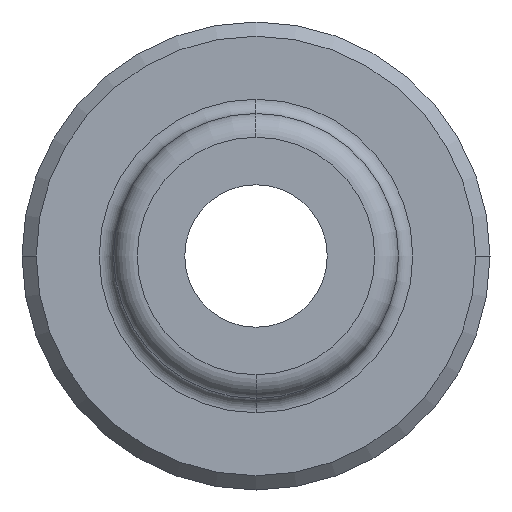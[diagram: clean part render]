
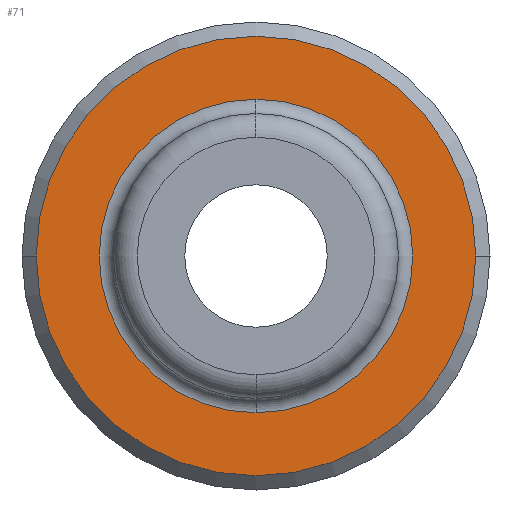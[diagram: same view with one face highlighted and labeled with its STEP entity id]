
A CAD part, front view. The second image highlights one B-rep face of the part: STEP entity #71.
In plain terms, the highlighted planar face has unit normal (0, -1, 0).
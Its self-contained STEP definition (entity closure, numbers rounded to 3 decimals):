
#71=ADVANCED_FACE('',(#139,#140),#141,.T.);
#139=FACE_OUTER_BOUND('',#228,.T.);
#140=FACE_BOUND('',#229,.T.);
#141=PLANE('',#230);
#228=EDGE_LOOP('',(#457,#458));
#229=EDGE_LOOP('',(#459,#460,#461));
#230=AXIS2_PLACEMENT_3D('',#462,#463,#464);
#457=ORIENTED_EDGE('',*,*,#604,.F.);
#458=ORIENTED_EDGE('',*,*,#647,.F.);
#459=ORIENTED_EDGE('',*,*,#645,.T.);
#460=ORIENTED_EDGE('',*,*,#610,.T.);
#461=ORIENTED_EDGE('',*,*,#646,.T.);
#462=CARTESIAN_POINT('',(3.966,-15.983,0.0));
#463=DIRECTION('',(-0.0,-1.0,-0.0));
#464=DIRECTION('',(-1.0,0.0,0.0));
#604=EDGE_CURVE('',#722,#724,#725,.T.);
#610=EDGE_CURVE('',#728,#734,#736,.T.);
#645=EDGE_CURVE('',#792,#728,#793,.T.);
#646=EDGE_CURVE('',#734,#792,#794,.T.);
#647=EDGE_CURVE('',#724,#722,#795,.T.);
#722=VERTEX_POINT('',#888);
#724=VERTEX_POINT('',#891);
#725=CIRCLE('',#892,4.629);
#728=VERTEX_POINT('',#896);
#734=VERTEX_POINT('',#902);
#736=CIRCLE('',#904,3.303);
#792=VERTEX_POINT('',#968);
#793=CIRCLE('',#969,3.303);
#794=CIRCLE('',#970,3.303);
#795=CIRCLE('',#971,4.629);
#888=CARTESIAN_POINT('',(4.629,-15.983,0.0));
#891=CARTESIAN_POINT('',(-4.629,-15.983,0.));
#892=AXIS2_PLACEMENT_3D('',#1047,#1048,#1049);
#896=CARTESIAN_POINT('',(0.,-15.983,-3.303));
#902=CARTESIAN_POINT('',(0.,-15.983,3.303));
#904=AXIS2_PLACEMENT_3D('',#1063,#1064,#1065);
#968=CARTESIAN_POINT('',(3.303,-15.983,0.0));
#969=AXIS2_PLACEMENT_3D('',#1152,#1153,#1154);
#970=AXIS2_PLACEMENT_3D('',#1155,#1156,#1157);
#971=AXIS2_PLACEMENT_3D('',#1158,#1159,#1160);
#1047=CARTESIAN_POINT('',(0.0,-15.983,0.0));
#1048=DIRECTION('',(-0.0,1.0,0.0));
#1049=DIRECTION('',(1.0,0.0,0.0));
#1063=CARTESIAN_POINT('',(0.0,-15.983,0.0));
#1064=DIRECTION('',(-0.0,1.0,0.0));
#1065=DIRECTION('',(1.0,0.0,0.0));
#1152=CARTESIAN_POINT('',(0.0,-15.983,0.0));
#1153=DIRECTION('',(-0.0,1.0,0.0));
#1154=DIRECTION('',(1.0,0.0,0.0));
#1155=CARTESIAN_POINT('',(0.0,-15.983,0.0));
#1156=DIRECTION('',(-0.0,1.0,0.0));
#1157=DIRECTION('',(1.0,0.0,0.0));
#1158=CARTESIAN_POINT('',(0.0,-15.983,0.0));
#1159=DIRECTION('',(-0.0,1.0,0.0));
#1160=DIRECTION('',(1.0,0.0,0.0));
